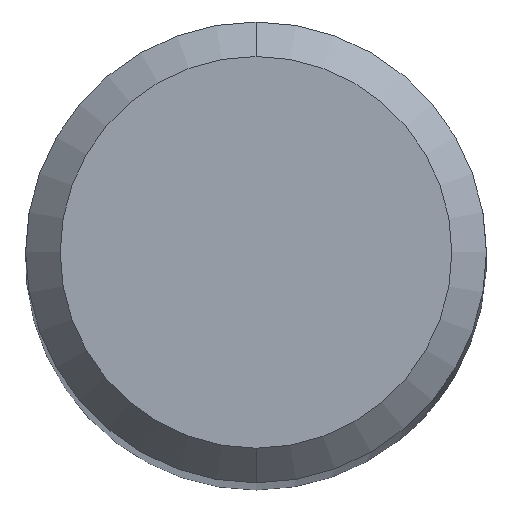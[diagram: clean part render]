
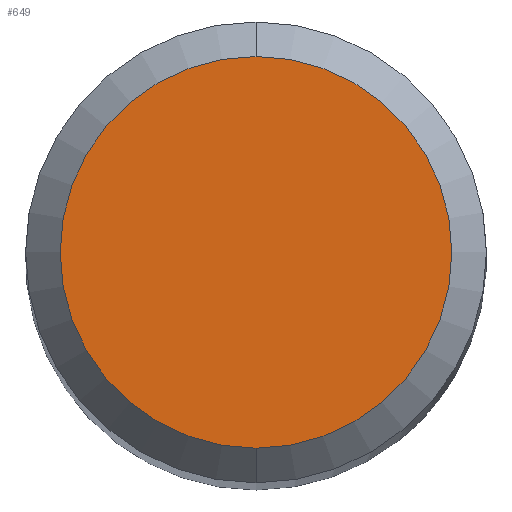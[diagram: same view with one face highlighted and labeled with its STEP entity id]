
A CAD part, top view. The second image highlights one B-rep face of the part: STEP entity #649.
In plain terms, the highlighted planar face has unit normal (0, 0, 1).
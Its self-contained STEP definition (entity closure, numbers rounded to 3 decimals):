
#529=EDGE_CURVE('',#729,#681,#1146,.T.);
#649=ADVANCED_FACE('',(#1278),#1279,.T.);
#681=VERTEX_POINT('',#1315);
#729=VERTEX_POINT('',#1367);
#813=EDGE_CURVE('',#681,#729,#1453,.T.);
#1146=CIRCLE('',#2152,1.7);
#1278=FACE_OUTER_BOUND('',#2785,.T.);
#1279=PLANE('',#2786);
#1315=CARTESIAN_POINT('',(0.0,1.7,0.0));
#1367=CARTESIAN_POINT('',(0.,-1.7,0.0));
#1453=CIRCLE('',#3581,1.7);
#2152=AXIS2_PLACEMENT_3D('',#4620,#4621,#4622);
#2785=EDGE_LOOP('',(#4776,#4777));
#2786=AXIS2_PLACEMENT_3D('',#4778,#4779,#4780);
#3581=AXIS2_PLACEMENT_3D('',#4920,#4921,#4922);
#4620=CARTESIAN_POINT('',(0.0,0.0,0.0));
#4621=DIRECTION('',(0.0,0.0,-1.0));
#4622=DIRECTION('',(0.0,1.0,0.0));
#4776=ORIENTED_EDGE('',*,*,#813,.F.);
#4777=ORIENTED_EDGE('',*,*,#529,.F.);
#4778=CARTESIAN_POINT('',(0.0,0.85,0.0));
#4779=DIRECTION('',(-0.0,0.0,1.0));
#4780=DIRECTION('',(0.0,-1.0,0.0));
#4920=CARTESIAN_POINT('',(0.0,0.0,0.0));
#4921=DIRECTION('',(0.0,0.0,-1.0));
#4922=DIRECTION('',(0.0,1.0,0.0));
